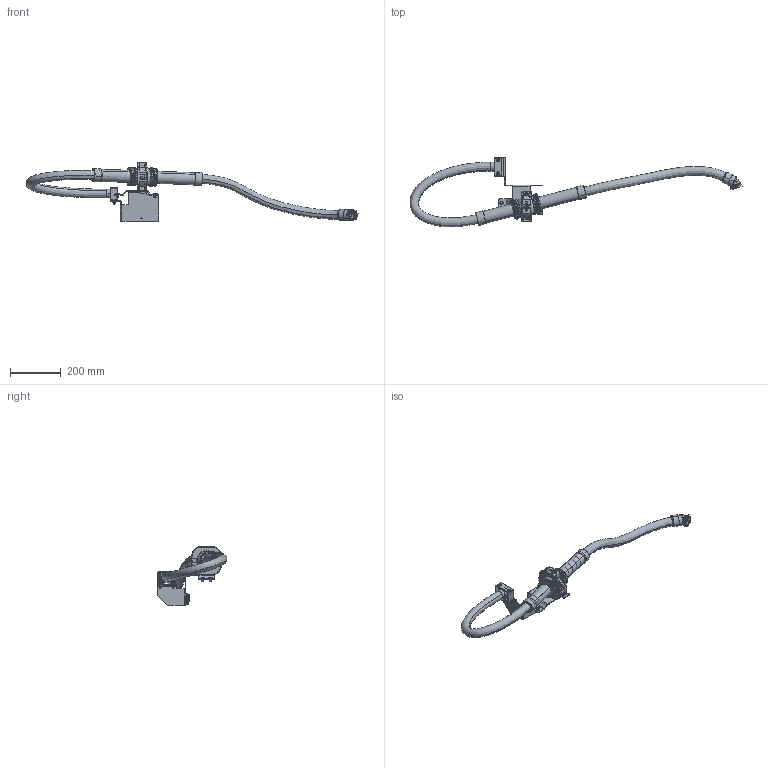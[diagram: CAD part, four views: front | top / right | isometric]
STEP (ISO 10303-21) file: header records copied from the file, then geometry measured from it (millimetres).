
FILE_DESCRIPTION (( 'STEP AP214' ), '1' );
FILE_NAME ('P2333-2.STEP', '2022-08-26T10:25:43', ( '' ), ( '' ), 'SwSTEP 2.0', 'SolidWorks 2021', '' );
FILE_SCHEMA (( 'AUTOMOTIVE_DESIGN' ));
Length unit declared in the file: millimetre
Products named in the file (1): P2333-2
Bounding box: 1309 x 274.99 x 231.31 mm (x, y, z)
Volume: 1398942.5 mm3; surface area: 767247.2 mm2
Topology: 38 solids, 38 shells, 2092 faces, 5192 edges, 3181 vertices
Faces by surface type: cylinder 644, plane 581, bspline 419, torus 237, cone 167, sphere 44
Entity records: 137160 total; most frequent: CARTESIAN_POINT 66985, ORIENTED_EDGE 10244, DIRECTION 9306, EDGE_CURVE 5122, AXIS2_PLACEMENT_3D 3745, VERTEX_POINT 3175, EDGE_LOOP 2267, UNCERTAINTY_MEASURE_WITH_UNIT 2132
